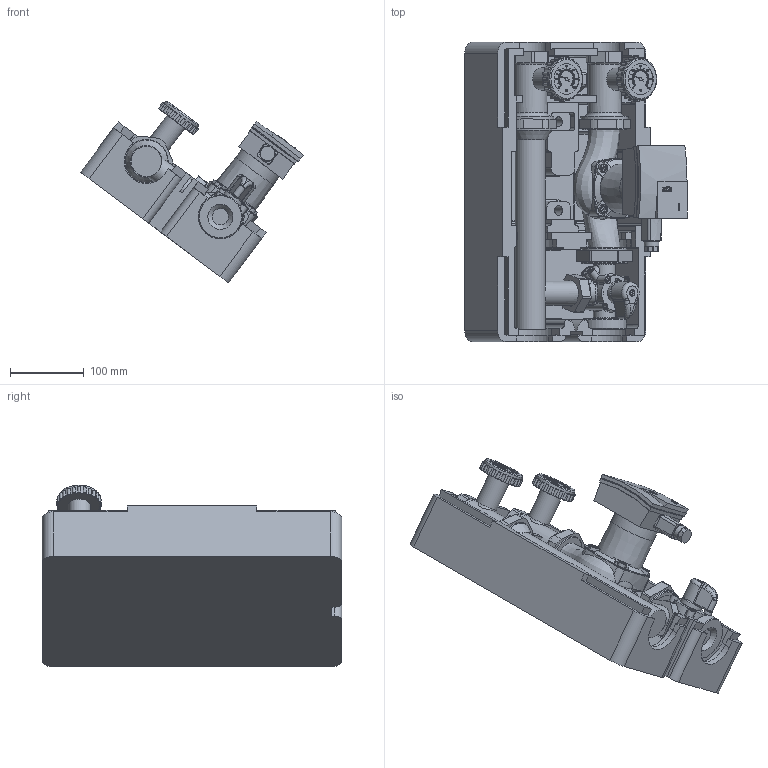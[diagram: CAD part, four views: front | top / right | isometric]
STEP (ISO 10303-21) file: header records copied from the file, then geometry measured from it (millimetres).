
FILE_DESCRIPTION(/* description */ (''),/* implementation_level */ '2;1');
FILE_NAME(/* name */ 'SMT125-DN32_WILO_bez pokrywy.stp',/* time_stamp */ '2015-11-29T19:52:25+01:00',/* author */ ('ARTUR'),/* organization */ (''),/* preprocessor_version */ 'ST-DEVELOPER v15.6',/* originating_system */ 'Autodesk Inventor 2015',/* authorisation */ '');
FILE_SCHEMA (('CONFIG_CONTROL_DESIGN'));
Products named in the file (1): SMT125-DN32_WILO_bez pokrywy
Bounding box: 301.36 x 405 x 245.85 mm (x, y, z)
Volume: 6239657 mm3; surface area: 680983.7 mm2
Topology: 1 solids, 1 shells, 2966 faces, 8152 edges, 5279 vertices
Faces by surface type: plane 1790, cylinder 720, bspline 239, cone 94, torus 71, sphere 52
Full cylindrical faces by diameter (mm): 4.917 x6, 6.5 x2, 8.5 x1, 9 x1, 10 x8, 12 x2, 13 x2, 20 x2, 21 x1, 22 x2, 25 x2, 30 x4, 33 x1, 35 x2, 40 x5, 41 x5, 42 x2, 42.5 x2, 45 x2, 50 x1, 56 x2, 58 x1, 59 x2, 60.3 x1, 62 x1, 63 x1, 64 x2
Entity records: 103206 total; most frequent: CARTESIAN_POINT 27466, ORIENTED_EDGE 15874, DIRECTION 14614, EDGE_CURVE 7937, LINE 5420, VECTOR 5420, VERTEX_POINT 5226, AXIS2_PLACEMENT_3D 4597
